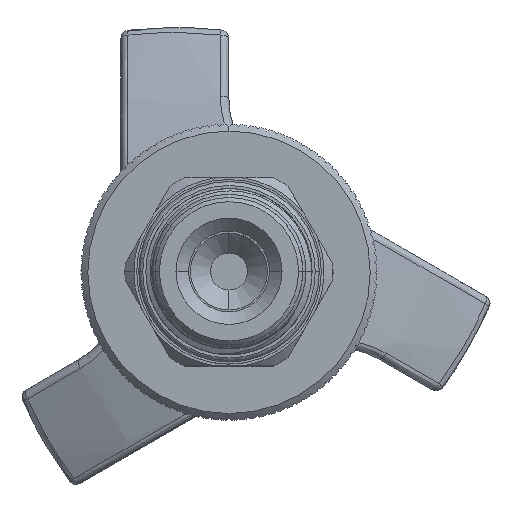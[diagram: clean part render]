
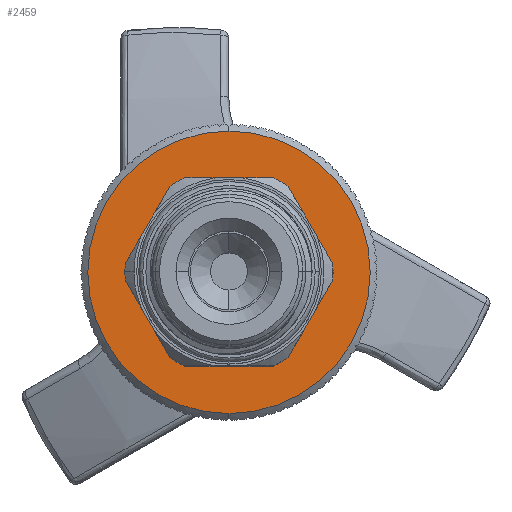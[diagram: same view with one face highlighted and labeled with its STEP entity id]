
A CAD part, top view. The second image highlights one B-rep face of the part: STEP entity #2459.
In plain terms, the highlighted planar face has unit normal (0, 0, 1).
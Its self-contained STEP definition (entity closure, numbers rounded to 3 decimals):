
#297 = CARTESIAN_POINT ( 'NONE',  ( 0., 16.7, -64.757 ) ) ;
#682 = DIRECTION ( 'NONE',  ( 0., 1., 0. ) ) ;
#865 = CARTESIAN_POINT ( 'NONE',  ( 0., -16.7, -64.757 ) ) ;
#997 = DIRECTION ( 'NONE',  ( 0., 0., 1. ) ) ;
#2329 = EDGE_CURVE ( 'NONE', #14638, #14141, #23937, .T. ) ;
#2459 = ADVANCED_FACE ( 'NONE', ( #28909, #22769 ), #11527, .T. ) ;
#2520 = DIRECTION ( 'NONE',  ( 0., 0., 1. ) ) ;
#3373 = DIRECTION ( 'NONE',  ( 0., 1., 0. ) ) ;
#4597 = DIRECTION ( 'NONE',  ( 0., 0., 1. ) ) ;
#5019 = EDGE_LOOP ( 'NONE', ( #31981, #18522 ) ) ;
#6455 = EDGE_CURVE ( 'NONE', #8965, #30274, #10936, .T. ) ;
#6560 = AXIS2_PLACEMENT_3D ( 'NONE', #9453, #4597, #26859 ) ;
#7625 = ORIENTED_EDGE ( 'NONE', *, *, #19268, .F. ) ;
#8965 = VERTEX_POINT ( 'NONE', #865 ) ;
#9194 = DIRECTION ( 'NONE',  ( 0., 1., 0. ) ) ;
#9453 = CARTESIAN_POINT ( 'NONE',  ( 0., 0., -64.757 ) ) ;
#9929 = EDGE_CURVE ( 'NONE', #30274, #8965, #28279, .T. ) ;
#10082 = AXIS2_PLACEMENT_3D ( 'NONE', #15410, #997, #682 ) ;
#10706 = DIRECTION ( 'NONE',  ( 0., 0., 1. ) ) ;
#10936 = CIRCLE ( 'NONE', #12683, 16.7 ) ;
#11034 = CARTESIAN_POINT ( 'NONE',  ( 10.9, 0., -64.757 ) ) ;
#11527 = PLANE ( 'NONE',  #21149 ) ;
#11540 = CARTESIAN_POINT ( 'NONE',  ( -10.9, 0., -64.757 ) ) ;
#11639 = CARTESIAN_POINT ( 'NONE',  ( 0., 0., -64.757 ) ) ;
#11954 = CIRCLE ( 'NONE', #6560, 10.9 ) ;
#12683 = AXIS2_PLACEMENT_3D ( 'NONE', #21791, #2520, #3373 ) ;
#14141 = VERTEX_POINT ( 'NONE', #11540 ) ;
#14638 = VERTEX_POINT ( 'NONE', #11034 ) ;
#15410 = CARTESIAN_POINT ( 'NONE',  ( 0., 0., -64.757 ) ) ;
#16721 = EDGE_LOOP ( 'NONE', ( #7625, #29495 ) ) ;
#16752 = AXIS2_PLACEMENT_3D ( 'NONE', #25514, #10706, #28437 ) ;
#18522 = ORIENTED_EDGE ( 'NONE', *, *, #9929, .T. ) ;
#19016 = DIRECTION ( 'NONE',  ( 0., 0., 1. ) ) ;
#19268 = EDGE_CURVE ( 'NONE', #14141, #14638, #11954, .T. ) ;
#21149 = AXIS2_PLACEMENT_3D ( 'NONE', #11639, #19016, #9194 ) ;
#21791 = CARTESIAN_POINT ( 'NONE',  ( 0., 0., -64.757 ) ) ;
#22769 = FACE_BOUND ( 'NONE', #16721, .T. ) ;
#23937 = CIRCLE ( 'NONE', #16752, 10.9 ) ;
#25514 = CARTESIAN_POINT ( 'NONE',  ( 0., 0., -64.757 ) ) ;
#26859 = DIRECTION ( 'NONE',  ( 0., 1., 0. ) ) ;
#28279 = CIRCLE ( 'NONE', #10082, 16.7 ) ;
#28437 = DIRECTION ( 'NONE',  ( 0., 1., 0. ) ) ;
#28909 = FACE_OUTER_BOUND ( 'NONE', #5019, .T. ) ;
#29495 = ORIENTED_EDGE ( 'NONE', *, *, #2329, .F. ) ;
#30274 = VERTEX_POINT ( 'NONE', #297 ) ;
#31981 = ORIENTED_EDGE ( 'NONE', *, *, #6455, .T. ) ;
